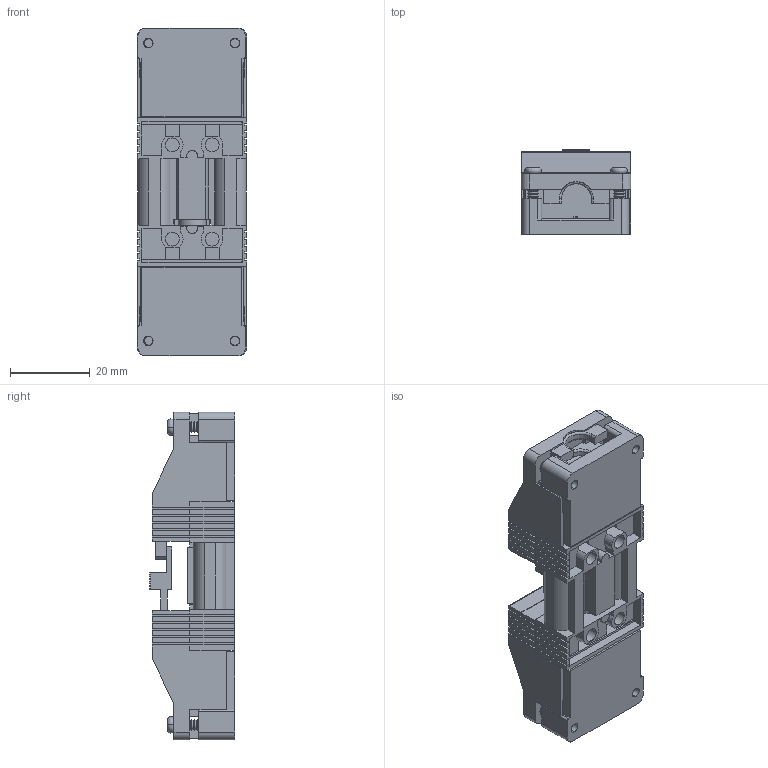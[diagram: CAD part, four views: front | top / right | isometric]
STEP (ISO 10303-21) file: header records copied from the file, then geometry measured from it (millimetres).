
FILE_DESCRIPTION (( 'STEP AP203' ), '1' );
FILE_NAME ('No 1 - 3''lü Soket Klemensi + Kapak Takýmý -- ONKA - 5067.STEP', '2019-04-16T07:48:01', ( '' ), ( '' ), 'SwSTEP 2.0', 'SolidWorks 2011', '' );
FILE_SCHEMA (( 'CONFIG_CONTROL_DESIGN' ));
Length unit declared in the file: millimetre
Products named in the file (1): No 1 - 3''lü Soket Klemensi + Kapak Takýmý -- ONKA - 5067
Bounding box: 27.5 x 21.51 x 82.5 mm (x, y, z)
Volume: 31903.1 mm3; surface area: 17182 mm2
Topology: 1 solids, 19 shells, 999 faces, 2749 edges, 1794 vertices
Faces by surface type: plane 673, cylinder 235, cone 73, torus 18
Entity records: 32019 total; most frequent: CARTESIAN_POINT 6135, ORIENTED_EDGE 5498, DIRECTION 5226, EDGE_CURVE 2749, LINE 2124, VECTOR 2124, VERTEX_POINT 1794, AXIS2_PLACEMENT_3D 1551
